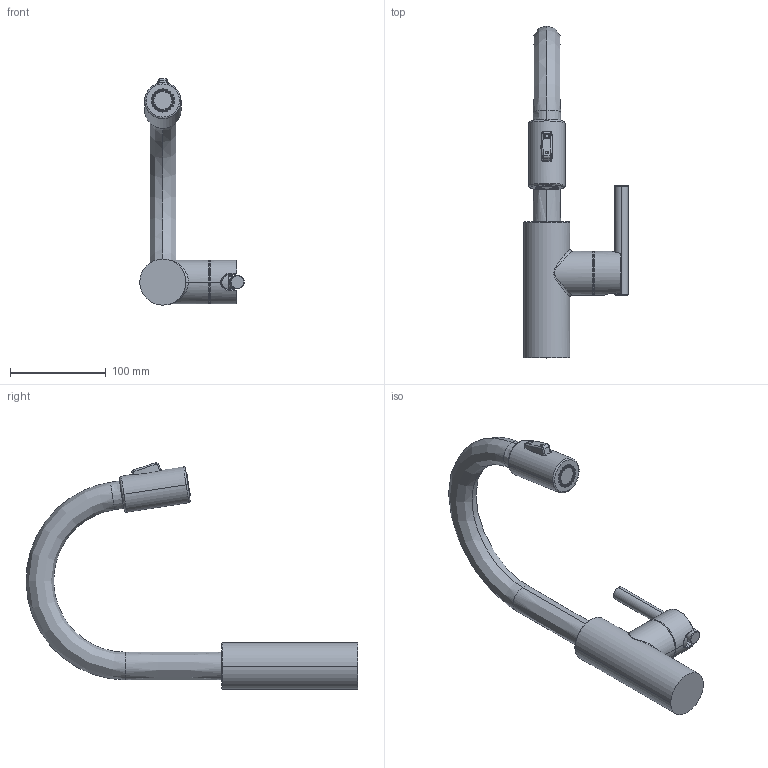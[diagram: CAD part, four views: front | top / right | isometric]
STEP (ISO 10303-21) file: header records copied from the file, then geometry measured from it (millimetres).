
FILE_DESCRIPTION((''),'2;1');
FILE_NAME('1500-5203','2022-03-07T14:05:15',('rsmith'),(''),'CREO PARAMETRIC BY PTC INC, 2018400','CREO PARAMETRIC BY PTC INC, 2018400','');
FILE_SCHEMA(('AUTOMOTIVE_DESIGN { 1 0 10303 214 1 1 1 1 }'));
Length unit declared in the file: inch
Products named in the file (1): 1500-5203
Bounding box: 109.19 x 346.82 x 236.56 mm (x, y, z)
Volume: 693978.7 mm3; surface area: 84607.2 mm2
Topology: 1 solids, 1 shells, 389 faces, 903 edges, 552 vertices
Faces by surface type: plane 96, cylinder 81, cone 80, torus 68, bspline 36, sphere 24, extrusion 4
Entity records: 20675 total; most frequent: CARTESIAN_POINT 6381, DIRECTION 1774, ORIENTED_EDGE 1774, PRESENTATION_STYLE_ASSIGNMENT 1274, STYLED_ITEM 892, CURVE_STYLE 891, EDGE_CURVE 887, AXIS2_PLACEMENT_3D 756
